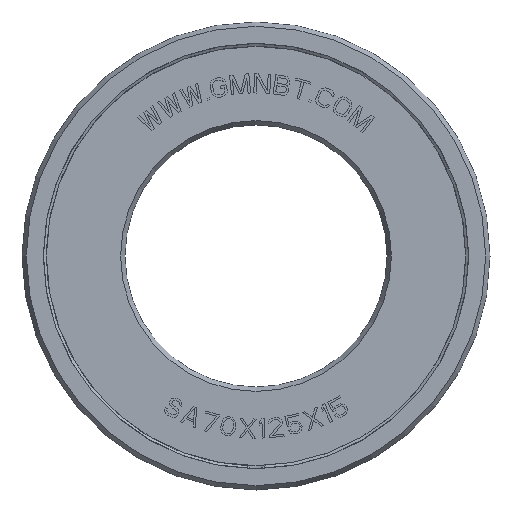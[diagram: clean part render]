
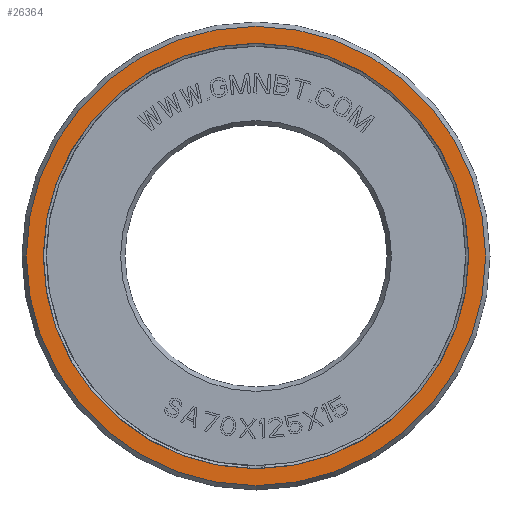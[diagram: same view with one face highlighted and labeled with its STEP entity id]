
A CAD part, front view. The second image highlights one B-rep face of the part: STEP entity #26364.
In plain terms, the highlighted planar face has unit normal (0, -1, 0).
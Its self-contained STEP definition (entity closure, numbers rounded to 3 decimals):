
#24525=CARTESIAN_POINT('',(0.,-7.5,0.));
#24526=DIRECTION('',(0.,-1.,0.));
#24527=DIRECTION('',(0.,0.,-1.));
#24528=AXIS2_PLACEMENT_3D('',#24525,#24526,#24527);
#24540=CARTESIAN_POINT('',(0.,-7.5,0.));
#24541=DIRECTION('',(0.,1.,0.));
#24542=DIRECTION('',(0.,0.,-1.));
#24543=AXIS2_PLACEMENT_3D('',#24540,#24541,#24542);
#25385=CARTESIAN_POINT('',(0.,-7.5,0.));
#25386=DIRECTION('',(0.,1.,0.));
#25387=DIRECTION('',(0.,0.,-1.));
#25388=AXIS2_PLACEMENT_3D('',#25385,#25386,#25387);
#25393=CARTESIAN_POINT('',(0.,-7.5,0.));
#25394=DIRECTION('',(0.,-1.,0.));
#25395=DIRECTION('',(0.,0.,-1.));
#25396=AXIS2_PLACEMENT_3D('',#25393,#25394,#25395);
#25401=CARTESIAN_POINT('',(0.,-7.5,-61.345));
#25403=VERTEX_POINT('',#25401);
#25413=CARTESIAN_POINT('',(0.,-7.5,61.345));
#25415=VERTEX_POINT('',#25413);
#25465=CARTESIAN_POINT('',(0.,-7.5,-56.816));
#25467=VERTEX_POINT('',#25465);
#25472=CARTESIAN_POINT('',(0.,-7.5,56.816));
#25473=VERTEX_POINT('',#25472);
#26351=CARTESIAN_POINT('',(0.,-7.5,0.));
#26352=DIRECTION('',(0.,1.,0.));
#26353=DIRECTION('',(0.,0.,-1.));
#26354=AXIS2_PLACEMENT_3D('',#26351,#26352,#26353);
#26355=PLANE('',#26354);
#26356=ORIENTED_EDGE('',*,*,#25490,.F.);
#26357=ORIENTED_EDGE('',*,*,#25515,.T.);
#26358=EDGE_LOOP('',(#26356,#26357));
#26359=FACE_OUTER_BOUND('',#26358,.F.);
#26360=ORIENTED_EDGE('',*,*,#26337,.F.);
#26361=ORIENTED_EDGE('',*,*,#26319,.T.);
#26362=EDGE_LOOP('',(#26360,#26361));
#26363=FACE_BOUND('',#26362,.F.);
#24529=CIRCLE('',#24528,61.345);
#24544=CIRCLE('',#24543,61.345);
#25389=CIRCLE('',#25388,56.816);
#25397=CIRCLE('',#25396,56.816);
#25490=EDGE_CURVE('',#25403,#25415,#24529,.T.);
#25515=EDGE_CURVE('',#25403,#25415,#24544,.T.);
#26319=EDGE_CURVE('',#25467,#25473,#25397,.T.);
#26337=EDGE_CURVE('',#25467,#25473,#25389,.T.);
#26364=ADVANCED_FACE('',(#26359,#26363),#26355,.F.);
